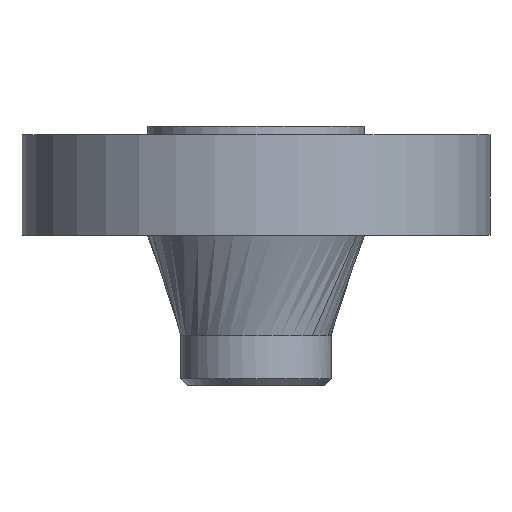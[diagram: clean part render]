
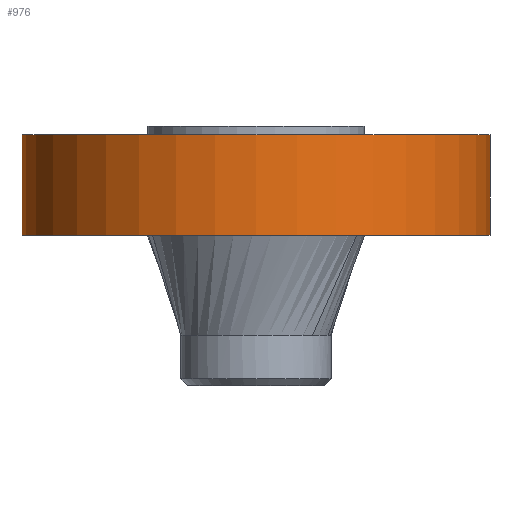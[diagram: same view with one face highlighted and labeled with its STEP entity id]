
A CAD part, front view. The second image highlights one B-rep face of the part: STEP entity #976.
In plain terms, the highlighted cylindrical face has radius 177.8 mm (diameter 355.6 mm), a partial arc.
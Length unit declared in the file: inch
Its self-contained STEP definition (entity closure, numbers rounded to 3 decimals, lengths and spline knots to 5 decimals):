
#1 = AXIS2_PLACEMENT_3D ( 'NONE', #693, #596, #334 ) ;
#46 = DIRECTION ( 'NONE',  ( 0., 0., 1. ) ) ;
#56 = VERTEX_POINT ( 'NONE', #437 ) ;
#91 = EDGE_LOOP ( 'NONE', ( #166, #563, #721, #587 ) ) ;
#128 = CARTESIAN_POINT ( 'NONE',  ( 0., 0., 0. ) ) ;
#143 = DIRECTION ( 'NONE',  ( 1., 0., 0. ) ) ;
#166 = ORIENTED_EDGE ( 'NONE', *, *, #179, .F. ) ;
#179 = EDGE_CURVE ( 'NONE', #960, #781, #811, .T. ) ;
#241 = VECTOR ( 'NONE', #46, 39.37008 ) ;
#243 = AXIS2_PLACEMENT_3D ( 'NONE', #128, #299, #650 ) ;
#250 = VERTEX_POINT ( 'NONE', #1049 ) ;
#299 = DIRECTION ( 'NONE',  ( 0., 0., 1. ) ) ;
#334 = DIRECTION ( 'NONE',  ( 1., 0., 0. ) ) ;
#437 = CARTESIAN_POINT ( 'NONE',  ( 7., 0., 0. ) ) ;
#478 = EDGE_CURVE ( 'NONE', #250, #56, #909, .T. ) ;
#487 = CARTESIAN_POINT ( 'NONE',  ( -7., 0., -22.79899 ) ) ;
#507 = CARTESIAN_POINT ( 'NONE',  ( 7., 0., -22.79899 ) ) ;
#563 = ORIENTED_EDGE ( 'NONE', *, *, #871, .F. ) ;
#587 = ORIENTED_EDGE ( 'NONE', *, *, #623, .F. ) ;
#596 = DIRECTION ( 'NONE',  ( 0., 0., 1. ) ) ;
#606 = CARTESIAN_POINT ( 'NONE',  ( -7., 0., -3. ) ) ;
#611 = CIRCLE ( 'NONE', #750, 7. ) ;
#623 = EDGE_CURVE ( 'NONE', #781, #56, #731, .T. ) ;
#650 = DIRECTION ( 'NONE',  ( 1., 0., 0. ) ) ;
#658 = DIRECTION ( 'NONE',  ( 0., 0., -1. ) ) ;
#693 = CARTESIAN_POINT ( 'NONE',  ( 0., 0., -22.79899 ) ) ;
#721 = ORIENTED_EDGE ( 'NONE', *, *, #478, .T. ) ;
#731 = CIRCLE ( 'NONE', #243, 7. ) ;
#737 = CARTESIAN_POINT ( 'NONE',  ( 0., 0., -3. ) ) ;
#750 = AXIS2_PLACEMENT_3D ( 'NONE', #737, #658, #143 ) ;
#781 = VERTEX_POINT ( 'NONE', #1025 ) ;
#811 = LINE ( 'NONE', #487, #241 ) ;
#839 = DIRECTION ( 'NONE',  ( 0., 0., 1. ) ) ;
#871 = EDGE_CURVE ( 'NONE', #250, #960, #611, .T. ) ;
#909 = LINE ( 'NONE', #507, #1073 ) ;
#941 = CYLINDRICAL_SURFACE ( 'NONE', #1, 7. ) ;
#960 = VERTEX_POINT ( 'NONE', #606 ) ;
#976 = ADVANCED_FACE ( 'NONE', ( #1033 ), #941, .T. ) ;
#1025 = CARTESIAN_POINT ( 'NONE',  ( -7., 0., 0. ) ) ;
#1033 = FACE_OUTER_BOUND ( 'NONE', #91, .T. ) ;
#1049 = CARTESIAN_POINT ( 'NONE',  ( 7., 0., -3. ) ) ;
#1073 = VECTOR ( 'NONE', #839, 39.37008 ) ;
